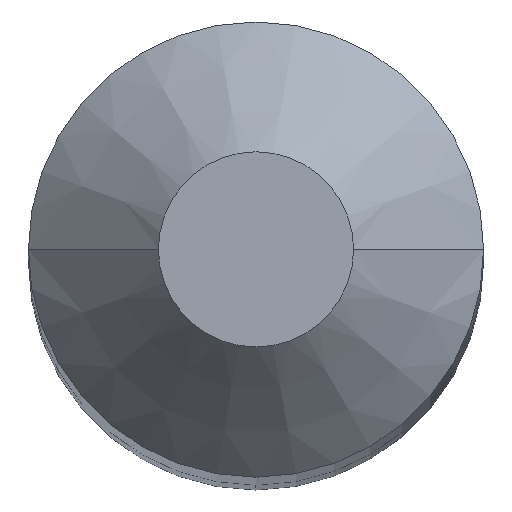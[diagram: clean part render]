
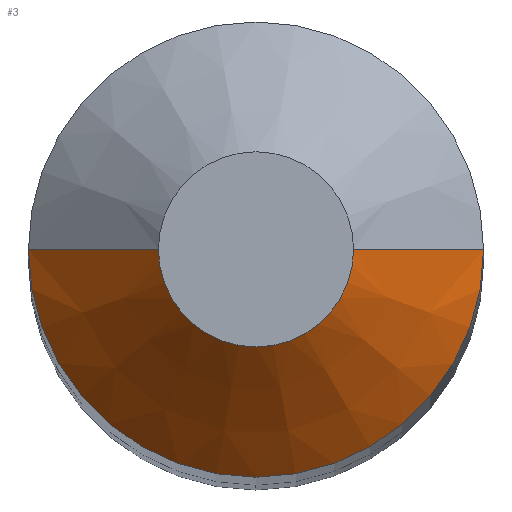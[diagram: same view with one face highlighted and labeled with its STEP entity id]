
A CAD part, top view. The second image highlights one B-rep face of the part: STEP entity #3.
In plain terms, the highlighted conical face has half-angle 45 degrees and reference radius 1.389 mm.
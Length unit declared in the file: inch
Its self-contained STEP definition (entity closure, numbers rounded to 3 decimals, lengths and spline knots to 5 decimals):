
#3 = ADVANCED_FACE ( 'NONE', ( #364 ), #13, .T. ) ;
#9 = VERTEX_POINT ( 'NONE', #244 ) ;
#13 = CONICAL_SURFACE ( 'NONE', #343, 0.0547, 0.785 ) ;
#34 = CARTESIAN_POINT ( 'NONE',  ( 0., 0., -0.03125 ) ) ;
#51 = AXIS2_PLACEMENT_3D ( 'NONE', #126, #306, #216 ) ;
#58 = CARTESIAN_POINT ( 'NONE',  ( 0.02345, 0., 0. ) ) ;
#63 = DIRECTION ( 'NONE',  ( -1., 0., 0. ) ) ;
#67 = DIRECTION ( 'NONE',  ( 0., 0., 1. ) ) ;
#68 = ORIENTED_EDGE ( 'NONE', *, *, #359, .F. ) ;
#87 = CARTESIAN_POINT ( 'NONE',  ( -0.02345, 0., 0. ) ) ;
#110 = CARTESIAN_POINT ( 'NONE',  ( 0.0547, 0., -0.03125 ) ) ;
#116 = AXIS2_PLACEMENT_3D ( 'NONE', #34, #67, #181 ) ;
#123 = CARTESIAN_POINT ( 'NONE',  ( 0., 0., -0.03125 ) ) ;
#126 = CARTESIAN_POINT ( 'NONE',  ( 0., 0., 0. ) ) ;
#129 = EDGE_CURVE ( 'NONE', #362, #332, #257, .T. ) ;
#134 = DIRECTION ( 'NONE',  ( -0.707, 0., -0.707 ) ) ;
#138 = EDGE_LOOP ( 'NONE', ( #271, #68, #217, #350 ) ) ;
#149 = LINE ( 'NONE', #110, #314 ) ;
#176 = CARTESIAN_POINT ( 'NONE',  ( -0.0547, 0., -0.03125 ) ) ;
#181 = DIRECTION ( 'NONE',  ( 1., 0., 0. ) ) ;
#216 = DIRECTION ( 'NONE',  ( 1., 0., 0. ) ) ;
#217 = ORIENTED_EDGE ( 'NONE', *, *, #129, .T. ) ;
#226 = CARTESIAN_POINT ( 'NONE',  ( -0.0547, 0., -0.03125 ) ) ;
#240 = CIRCLE ( 'NONE', #116, 0.0547 ) ;
#244 = CARTESIAN_POINT ( 'NONE',  ( 0.0547, 0., -0.03125 ) ) ;
#246 = DIRECTION ( 'NONE',  ( 0., 0., -1. ) ) ;
#257 = LINE ( 'NONE', #226, #335 ) ;
#271 = ORIENTED_EDGE ( 'NONE', *, *, #313, .F. ) ;
#306 = DIRECTION ( 'NONE',  ( 0., 0., 1. ) ) ;
#313 = EDGE_CURVE ( 'NONE', #390, #9, #149, .T. ) ;
#314 = VECTOR ( 'NONE', #352, 39.37008 ) ;
#332 = VERTEX_POINT ( 'NONE', #176 ) ;
#335 = VECTOR ( 'NONE', #134, 39.37008 ) ;
#343 = AXIS2_PLACEMENT_3D ( 'NONE', #123, #246, #63 ) ;
#350 = ORIENTED_EDGE ( 'NONE', *, *, #369, .T. ) ;
#352 = DIRECTION ( 'NONE',  ( 0.707, 0., -0.707 ) ) ;
#359 = EDGE_CURVE ( 'NONE', #362, #390, #377, .T. ) ;
#362 = VERTEX_POINT ( 'NONE', #87 ) ;
#364 = FACE_OUTER_BOUND ( 'NONE', #138, .T. ) ;
#369 = EDGE_CURVE ( 'NONE', #332, #9, #240, .T. ) ;
#377 = CIRCLE ( 'NONE', #51, 0.02345 ) ;
#390 = VERTEX_POINT ( 'NONE', #58 ) ;
